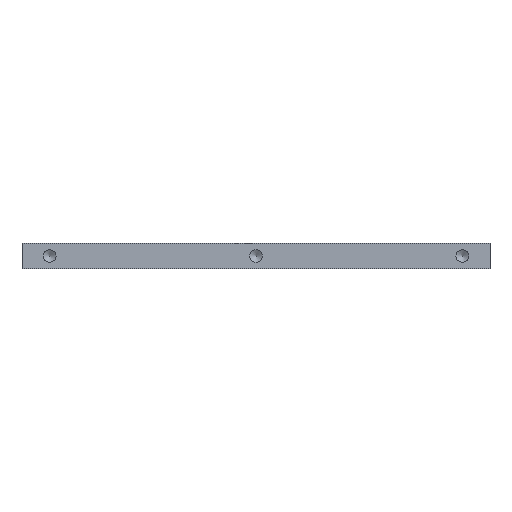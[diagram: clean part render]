
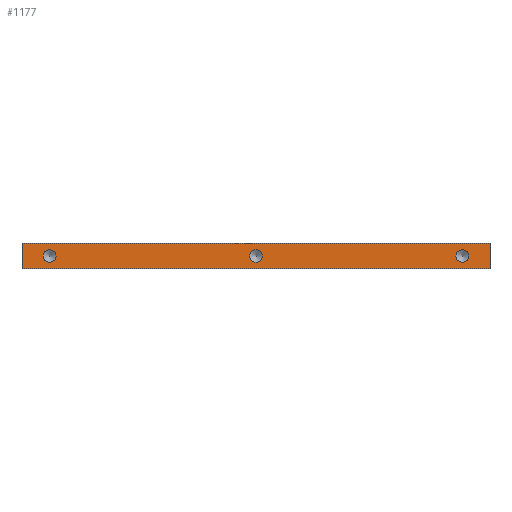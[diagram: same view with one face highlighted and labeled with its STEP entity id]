
A CAD part, front view. The second image highlights one B-rep face of the part: STEP entity #1177.
In plain terms, the highlighted planar face has unit normal (0, -1, 0).
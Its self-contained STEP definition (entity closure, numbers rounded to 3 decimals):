
#15=FACE_BOUND('',#246,.T.);
#16=FACE_BOUND('',#247,.T.);
#17=FACE_BOUND('',#248,.T.);
#111=PLANE('',#1303);
#187=FACE_OUTER_BOUND('',#245,.T.);
#245=EDGE_LOOP('',(#1022,#1023,#1024,#1025));
#246=EDGE_LOOP('',(#1026,#1027));
#247=EDGE_LOOP('',(#1028,#1029));
#248=EDGE_LOOP('',(#1030,#1031));
#333=LINE('',#2490,#398);
#347=LINE('',#2529,#412);
#348=LINE('',#2531,#413);
#349=LINE('',#2532,#414);
#398=VECTOR('',#1538,10.);
#412=VECTOR('',#1576,10.);
#413=VECTOR('',#1579,10.);
#414=VECTOR('',#1580,10.);
#417=CIRCLE('',#1204,3.);
#418=CIRCLE('',#1205,3.);
#421=CIRCLE('',#1210,3.);
#422=CIRCLE('',#1211,3.);
#425=CIRCLE('',#1216,3.);
#426=CIRCLE('',#1217,3.);
#484=VERTEX_POINT('',#1594);
#485=VERTEX_POINT('',#1595);
#489=VERTEX_POINT('',#1607);
#490=VERTEX_POINT('',#1608);
#494=VERTEX_POINT('',#1620);
#495=VERTEX_POINT('',#1621);
#592=VERTEX_POINT('',#2487);
#593=VERTEX_POINT('',#2489);
#605=VERTEX_POINT('',#2525);
#606=VERTEX_POINT('',#2527);
#610=EDGE_CURVE('',#484,#485,#417,.T.);
#611=EDGE_CURVE('',#485,#484,#418,.T.);
#616=EDGE_CURVE('',#489,#490,#421,.T.);
#617=EDGE_CURVE('',#490,#489,#422,.T.);
#622=EDGE_CURVE('',#494,#495,#425,.T.);
#623=EDGE_CURVE('',#495,#494,#426,.T.);
#751=EDGE_CURVE('',#592,#593,#333,.T.);
#771=EDGE_CURVE('',#605,#606,#347,.T.);
#772=EDGE_CURVE('',#592,#605,#348,.T.);
#773=EDGE_CURVE('',#593,#606,#349,.T.);
#1022=ORIENTED_EDGE('',*,*,#772,.T.);
#1023=ORIENTED_EDGE('',*,*,#771,.T.);
#1024=ORIENTED_EDGE('',*,*,#773,.F.);
#1025=ORIENTED_EDGE('',*,*,#751,.F.);
#1026=ORIENTED_EDGE('',*,*,#610,.T.);
#1027=ORIENTED_EDGE('',*,*,#611,.T.);
#1028=ORIENTED_EDGE('',*,*,#616,.T.);
#1029=ORIENTED_EDGE('',*,*,#617,.T.);
#1030=ORIENTED_EDGE('',*,*,#622,.T.);
#1031=ORIENTED_EDGE('',*,*,#623,.T.);
#1177=ADVANCED_FACE('',(#187,#15,#16,#17),#111,.T.);
#1204=AXIS2_PLACEMENT_3D('',#1596,#1317,#1318);
#1205=AXIS2_PLACEMENT_3D('',#1597,#1319,#1320);
#1210=AXIS2_PLACEMENT_3D('',#1609,#1331,#1332);
#1211=AXIS2_PLACEMENT_3D('',#1610,#1333,#1334);
#1216=AXIS2_PLACEMENT_3D('',#1622,#1345,#1346);
#1217=AXIS2_PLACEMENT_3D('',#1623,#1347,#1348);
#1303=AXIS2_PLACEMENT_3D('',#2530,#1577,#1578);
#1317=DIRECTION('center_axis',(0.,1.,0.));
#1318=DIRECTION('ref_axis',(1.,0.,0.));
#1319=DIRECTION('center_axis',(0.,1.,0.));
#1320=DIRECTION('ref_axis',(1.,0.,0.));
#1331=DIRECTION('center_axis',(0.,1.,0.));
#1332=DIRECTION('ref_axis',(1.,0.,0.));
#1333=DIRECTION('center_axis',(0.,1.,0.));
#1334=DIRECTION('ref_axis',(1.,0.,0.));
#1345=DIRECTION('center_axis',(0.,1.,0.));
#1346=DIRECTION('ref_axis',(1.,0.,0.));
#1347=DIRECTION('center_axis',(0.,1.,0.));
#1348=DIRECTION('ref_axis',(1.,0.,0.));
#1538=DIRECTION('',(0.,0.,1.));
#1576=DIRECTION('',(0.,0.,1.));
#1577=DIRECTION('center_axis',(0.,-1.,0.));
#1578=DIRECTION('ref_axis',(1.,0.,0.));
#1579=DIRECTION('',(1.,0.,0.));
#1580=DIRECTION('',(1.,0.,0.));
#1594=CARTESIAN_POINT('',(113.,0.,6.));
#1595=CARTESIAN_POINT('',(107.,0.,6.));
#1596=CARTESIAN_POINT('Origin',(110.,0.,6.));
#1597=CARTESIAN_POINT('Origin',(110.,0.,6.));
#1607=CARTESIAN_POINT('',(210.,0.,6.));
#1608=CARTESIAN_POINT('',(204.,0.,6.));
#1609=CARTESIAN_POINT('Origin',(207.,0.,6.));
#1610=CARTESIAN_POINT('Origin',(207.,0.,6.));
#1620=CARTESIAN_POINT('',(16.,0.,6.));
#1621=CARTESIAN_POINT('',(10.,0.,6.));
#1622=CARTESIAN_POINT('Origin',(13.,0.,6.));
#1623=CARTESIAN_POINT('Origin',(13.,0.,6.));
#2487=CARTESIAN_POINT('',(0.,0.,0.));
#2489=CARTESIAN_POINT('',(0.,0.,12.));
#2490=CARTESIAN_POINT('',(0.,0.,0.));
#2525=CARTESIAN_POINT('',(220.,0.,0.));
#2527=CARTESIAN_POINT('',(220.,0.,12.));
#2529=CARTESIAN_POINT('',(220.,0.,0.));
#2530=CARTESIAN_POINT('Origin',(0.,0.,0.));
#2531=CARTESIAN_POINT('',(0.,0.,0.));
#2532=CARTESIAN_POINT('',(0.,0.,12.));
